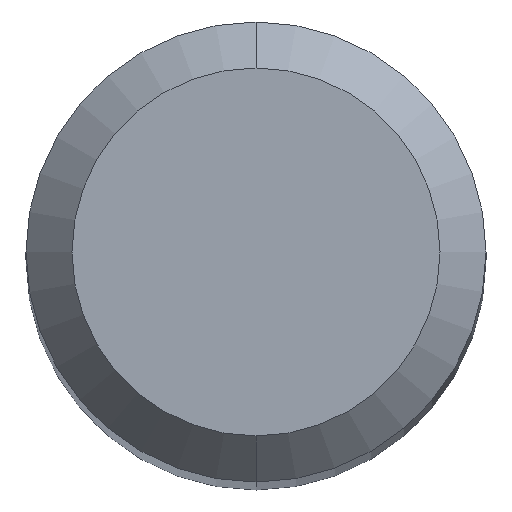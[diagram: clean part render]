
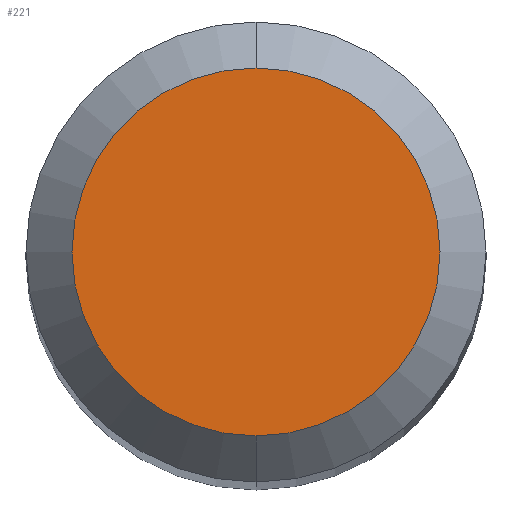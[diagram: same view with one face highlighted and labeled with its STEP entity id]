
A CAD part, top view. The second image highlights one B-rep face of the part: STEP entity #221.
In plain terms, the highlighted planar face has unit normal (0, 0, 1).
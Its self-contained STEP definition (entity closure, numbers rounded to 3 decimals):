
#209=EDGE_CURVE('',#457,#369,#518,.T.);
#221=ADVANCED_FACE('',(#532),#533,.T.);
#267=EDGE_CURVE('',#369,#457,#582,.T.);
#369=VERTEX_POINT('',#699);
#457=VERTEX_POINT('',#794);
#518=CIRCLE('',#869,1.2);
#532=FACE_OUTER_BOUND('',#888,.T.);
#533=PLANE('',#889);
#582=CIRCLE('',#1011,1.2);
#699=CARTESIAN_POINT('',(0.,-1.2,0.0));
#794=CARTESIAN_POINT('',(0.0,1.2,0.0));
#869=AXIS2_PLACEMENT_3D('',#1478,#1479,#1480);
#888=EDGE_LOOP('',(#1505,#1506));
#889=AXIS2_PLACEMENT_3D('',#1507,#1508,#1509);
#1011=AXIS2_PLACEMENT_3D('',#1552,#1553,#1554);
#1478=CARTESIAN_POINT('',(0.0,0.0,0.0));
#1479=DIRECTION('',(0.0,0.0,-1.0));
#1480=DIRECTION('',(0.0,1.0,0.0));
#1505=ORIENTED_EDGE('',*,*,#209,.F.);
#1506=ORIENTED_EDGE('',*,*,#267,.F.);
#1507=CARTESIAN_POINT('',(0.0,0.6,0.0));
#1508=DIRECTION('',(-0.0,0.0,1.0));
#1509=DIRECTION('',(0.0,-1.0,0.0));
#1552=CARTESIAN_POINT('',(0.0,0.0,0.0));
#1553=DIRECTION('',(0.0,0.0,-1.0));
#1554=DIRECTION('',(0.0,1.0,0.0));
